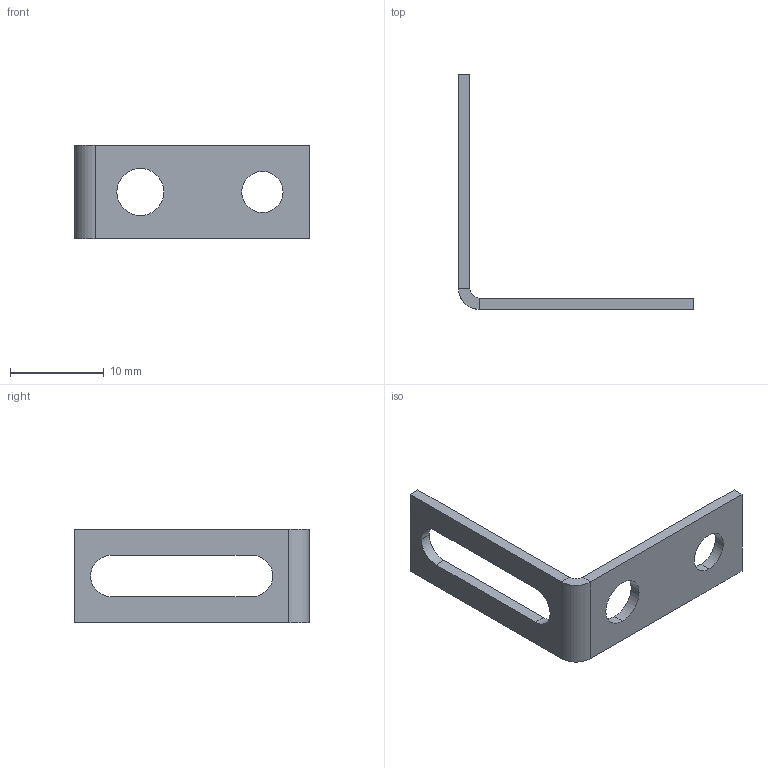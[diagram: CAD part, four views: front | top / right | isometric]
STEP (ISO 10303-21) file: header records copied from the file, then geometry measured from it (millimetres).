
FILE_DESCRIPTION (( 'STEP AP214' ), '1' );
FILE_NAME ('équerre2.STEP', '2021-07-28T14:25:57', ( '' ), ( '' ), 'SwSTEP 2.0', 'SolidWorks 2019', '' );
FILE_SCHEMA (( 'AUTOMOTIVE_DESIGN' ));
Length unit declared in the file: millimetre
Products named in the file (1): équerre2
Bounding box: 25 x 25 x 10 mm (x, y, z)
Volume: 438.1 mm3; surface area: 957.7 mm2
Topology: 1 solids, 1 shells, 23 faces, 55 edges, 34 vertices
Faces by surface type: plane 14, cylinder 9
Entity records: 709 total; most frequent: DIRECTION 121, CARTESIAN_POINT 113, ORIENTED_EDGE 110, EDGE_CURVE 55, AXIS2_PLACEMENT_3D 42, VECTOR 37, LINE 37, VERTEX_POINT 34
